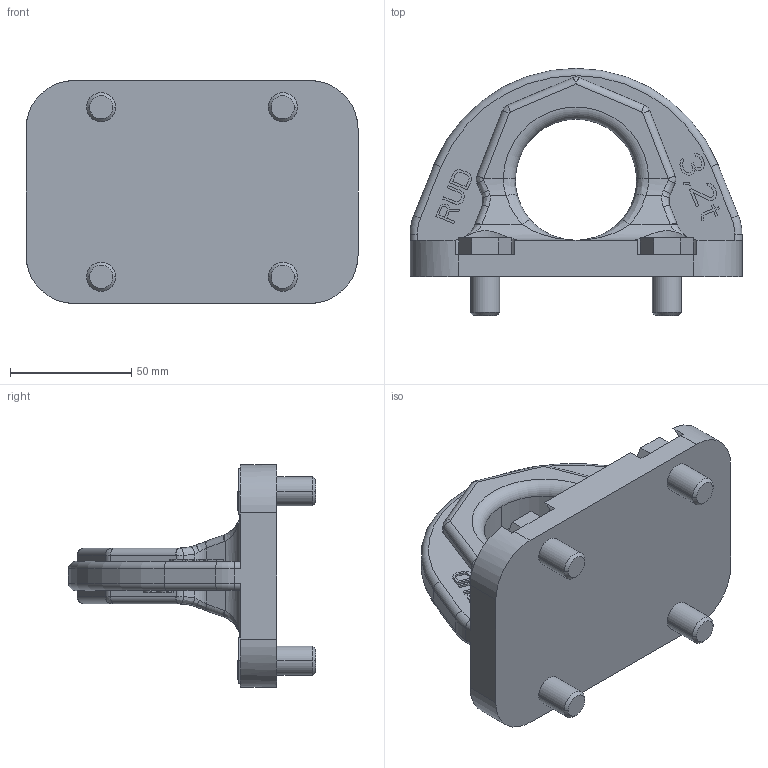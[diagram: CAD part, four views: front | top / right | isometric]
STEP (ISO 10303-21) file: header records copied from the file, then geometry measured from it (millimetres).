
FILE_DESCRIPTION((''),'2;1');
FILE_NAME('001-M35156-P-2','2019-02-22T',('anja.joas'),(''),'PRO/ENGINEER BY PARAMETRIC TECHNOLOGY CORPORATION, 2011490','PRO/ENGINEER BY PARAMETRIC TECHNOLOGY CORPORATION, 2011490','');
FILE_SCHEMA(('CONFIG_CONTROL_DESIGN'));
Length unit declared in the file: millimetre
Products named in the file (1): 001-M35156-P-2
Bounding box: 137 x 102 x 92 mm (x, y, z)
Volume: 282232.3 mm3; surface area: 51922.3 mm2
Topology: 1 solids, 1 shells, 1090 faces, 2986 edges, 1962 vertices
Faces by surface type: plane 956, cylinder 72, bspline 44, torus 8, cone 8, sphere 2
Entity records: 35236 total; most frequent: CARTESIAN_POINT 7734, ORIENTED_EDGE 5972, DIRECTION 5162, EDGE_CURVE 2986, VECTOR 2718, LINE 2718, VERTEX_POINT 1962, AXIS2_PLACEMENT_3D 1222
